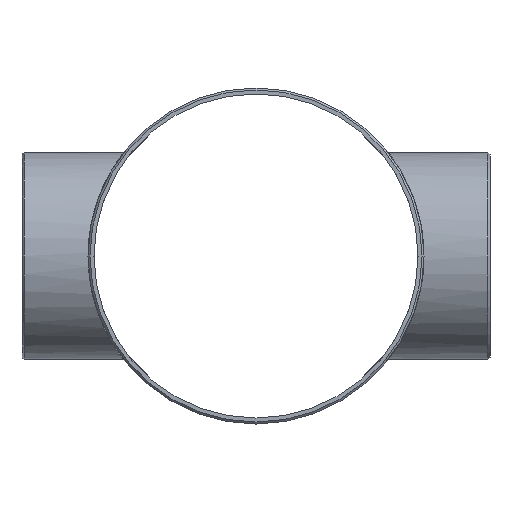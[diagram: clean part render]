
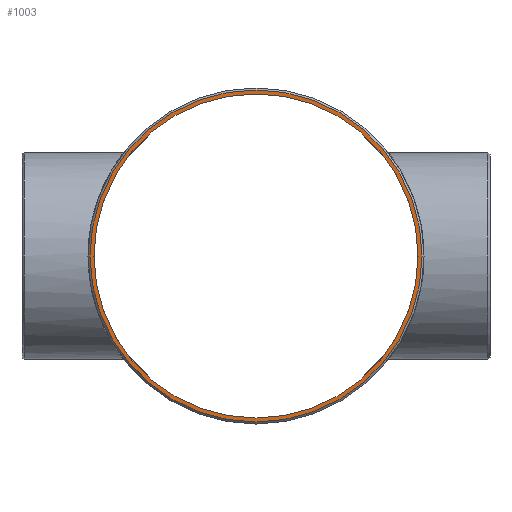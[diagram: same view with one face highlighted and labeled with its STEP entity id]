
A CAD part, left-side view. The second image highlights one B-rep face of the part: STEP entity #1003.
In plain terms, the highlighted planar face has unit normal (-1, 0, 0).
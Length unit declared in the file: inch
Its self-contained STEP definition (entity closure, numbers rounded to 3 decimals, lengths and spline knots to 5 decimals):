
#3 = DIRECTION ( 'NONE',  ( -1., 0., 0. ) ) ;
#67 = EDGE_LOOP ( 'NONE', ( #815, #1099 ) ) ;
#133 = AXIS2_PLACEMENT_3D ( 'NONE', #760, #421, #1330 ) ;
#203 = ORIENTED_EDGE ( 'NONE', *, *, #376, .T. ) ;
#208 = AXIS2_PLACEMENT_3D ( 'NONE', #1475, #524, #777 ) ;
#290 = CARTESIAN_POINT ( 'NONE',  ( -11., 0., -6.91667 ) ) ;
#315 = FACE_BOUND ( 'NONE', #67, .T. ) ;
#376 = EDGE_CURVE ( 'NONE', #899, #1396, #532, .T. ) ;
#395 = CARTESIAN_POINT ( 'NONE',  ( -11., 0., 6.75 ) ) ;
#400 = EDGE_CURVE ( 'NONE', #1396, #899, #652, .T. ) ;
#410 = ORIENTED_EDGE ( 'NONE', *, *, #400, .T. ) ;
#421 = DIRECTION ( 'NONE',  ( -1., 0., 0. ) ) ;
#458 = FACE_OUTER_BOUND ( 'NONE', #1136, .T. ) ;
#524 = DIRECTION ( 'NONE',  ( 1., 0., 0. ) ) ;
#532 = CIRCLE ( 'NONE', #1073, 6.91667 ) ;
#534 = AXIS2_PLACEMENT_3D ( 'NONE', #986, #1439, #1445 ) ;
#562 = DIRECTION ( 'NONE',  ( 0., 0., -1. ) ) ;
#572 = CARTESIAN_POINT ( 'NONE',  ( -11., 0., 6.91667 ) ) ;
#598 = CARTESIAN_POINT ( 'NONE',  ( -11., 0., -6.75 ) ) ;
#652 = CIRCLE ( 'NONE', #133, 6.91667 ) ;
#656 = CIRCLE ( 'NONE', #208, 6.75 ) ;
#737 = AXIS2_PLACEMENT_3D ( 'NONE', #1481, #3, #562 ) ;
#760 = CARTESIAN_POINT ( 'NONE',  ( -11., 0., 0. ) ) ;
#777 = DIRECTION ( 'NONE',  ( 0., 0., 1. ) ) ;
#809 = CIRCLE ( 'NONE', #534, 6.75 ) ;
#815 = ORIENTED_EDGE ( 'NONE', *, *, #1197, .T. ) ;
#848 = DIRECTION ( 'NONE',  ( -1., 0., 0. ) ) ;
#899 = VERTEX_POINT ( 'NONE', #572 ) ;
#941 = CARTESIAN_POINT ( 'NONE',  ( -11., 0., 0. ) ) ;
#986 = CARTESIAN_POINT ( 'NONE',  ( -11., 0., 0. ) ) ;
#1003 = ADVANCED_FACE ( 'NONE', ( #458, #315 ), #1026, .T. ) ;
#1026 = PLANE ( 'NONE',  #737 ) ;
#1073 = AXIS2_PLACEMENT_3D ( 'NONE', #941, #848, #1395 ) ;
#1099 = ORIENTED_EDGE ( 'NONE', *, *, #1430, .T. ) ;
#1136 = EDGE_LOOP ( 'NONE', ( #410, #203 ) ) ;
#1145 = VERTEX_POINT ( 'NONE', #395 ) ;
#1197 = EDGE_CURVE ( 'NONE', #1145, #1268, #809, .T. ) ;
#1268 = VERTEX_POINT ( 'NONE', #598 ) ;
#1330 = DIRECTION ( 'NONE',  ( 0., 0., 1. ) ) ;
#1395 = DIRECTION ( 'NONE',  ( 0., 0., 1. ) ) ;
#1396 = VERTEX_POINT ( 'NONE', #290 ) ;
#1430 = EDGE_CURVE ( 'NONE', #1268, #1145, #656, .T. ) ;
#1439 = DIRECTION ( 'NONE',  ( 1., 0., 0. ) ) ;
#1445 = DIRECTION ( 'NONE',  ( 0., 0., 1. ) ) ;
#1475 = CARTESIAN_POINT ( 'NONE',  ( -11., 0., 0. ) ) ;
#1481 = CARTESIAN_POINT ( 'NONE',  ( -11., 0., 0. ) ) ;
